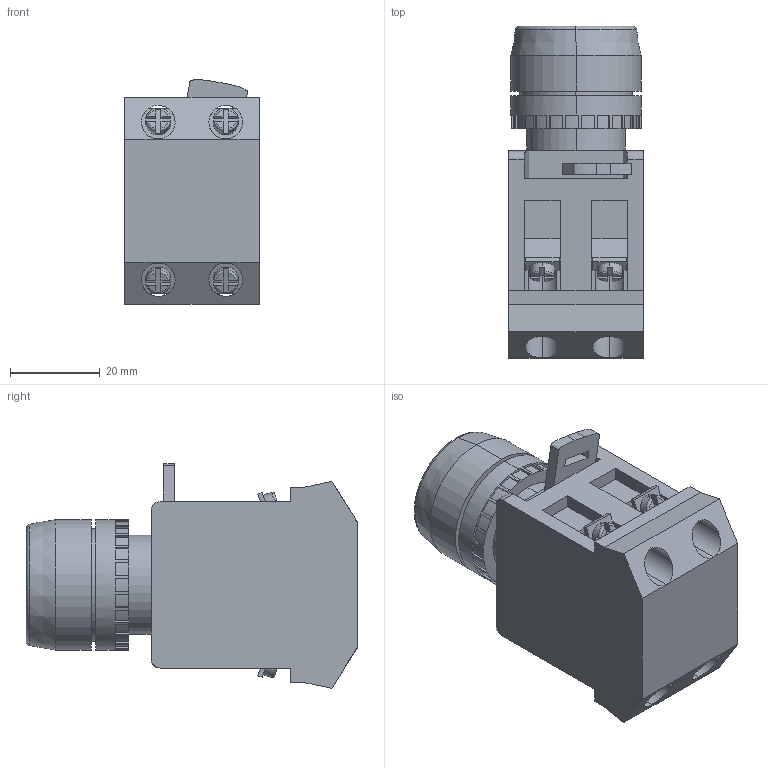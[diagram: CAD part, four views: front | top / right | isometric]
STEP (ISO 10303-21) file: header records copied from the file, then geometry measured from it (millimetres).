
FILE_DESCRIPTION (( 'STEP AP203' ), '1' );
FILE_NAME ('Ïåðåêëþ÷àòåëü ÀKS-22.STEP', '2018-09-04T07:02:35', ( '' ), ( '' ), 'SwSTEP 2.0', 'SolidWorks 2017', '' );
FILE_SCHEMA (( 'CONFIG_CONTROL_DESIGN' ));
Length unit declared in the file: millimetre
Products named in the file (1): Ïåðåêëþ÷àòåëü ÀKS-22
Bounding box: 30 x 73.8 x 49.95 mm (x, y, z)
Volume: 63879.4 mm3; surface area: 15033.7 mm2
Topology: 1 solids, 5 shells, 323 faces, 907 edges, 598 vertices
Faces by surface type: plane 237, cylinder 62, torus 18, cone 4, bspline 2
Entity records: 10720 total; most frequent: CARTESIAN_POINT 2275, ORIENTED_EDGE 1814, DIRECTION 1691, EDGE_CURVE 907, VECTOR 619, LINE 619, VERTEX_POINT 598, AXIS2_PLACEMENT_3D 536
